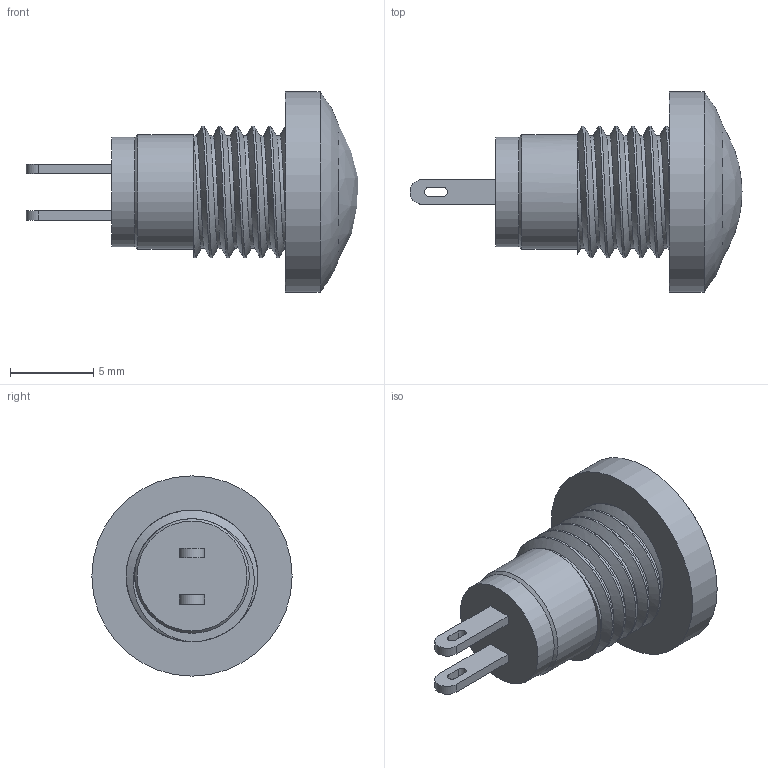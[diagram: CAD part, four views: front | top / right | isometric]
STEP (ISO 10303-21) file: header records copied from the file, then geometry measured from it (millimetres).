
FILE_DESCRIPTION(/* description */ (''),/* implementation_level */ '2;1');
FILE_NAME(/* name */ '24V 8mm Momentary Switch.step',/* time_stamp */ '2018-01-13T20:40:59+01:00',/* author */ ('rouven.schweitzer'),/* organization */ (''),/* preprocessor_version */ 'ST-DEVELOPER v16.13',/* originating_system */ 'Autodesk Translation Framework v6.5.0.72',/* authorisation */ '');
FILE_SCHEMA (('AUTOMOTIVE_DESIGN { 1 0 10303 214 3 1 1 }'));
Length unit declared in the file: millimetre
Products named in the file (1): Taster 24V 8mm momentary switch
Bounding box: 19.9 x 12 x 12 mm (x, y, z)
Volume: 774.5 mm3; surface area: 676.8 mm2
Topology: 3 solids, 3 shells, 46 faces, 117 edges, 78 vertices
Faces by surface type: cylinder 23, plane 18, bspline 3, sphere 1, cone 1
Full cylindrical faces by diameter (mm): 6.58 x1, 6.744 x5, 6.873 x1, 7.884 x5, 12 x1
Entity records: 2434 total; most frequent: CARTESIAN_POINT 1317, ORIENTED_EDGE 234, DIRECTION 206, EDGE_CURVE 117, VERTEX_POINT 78, AXIS2_PLACEMENT_3D 77, LINE 52, VECTOR 52
